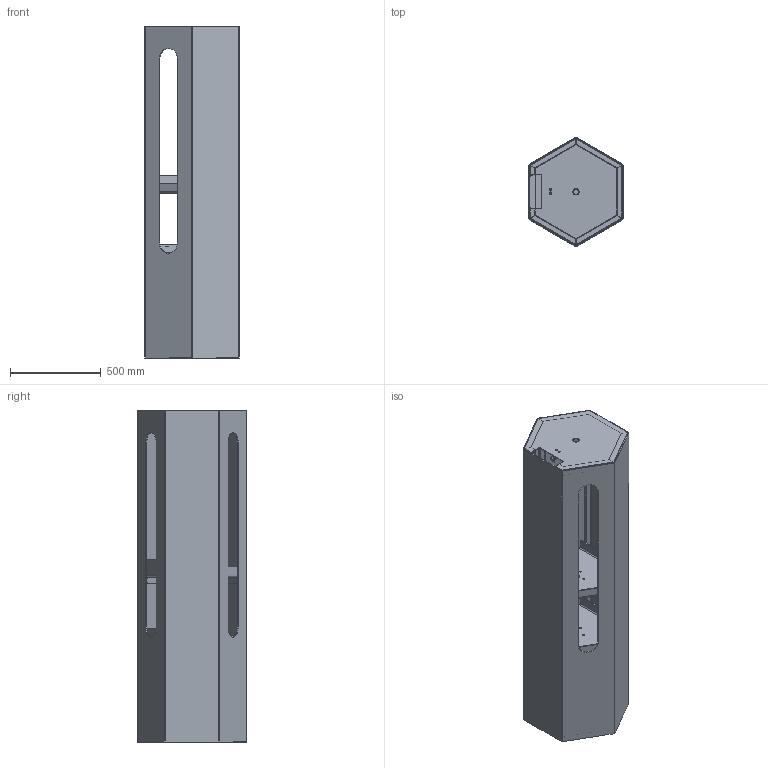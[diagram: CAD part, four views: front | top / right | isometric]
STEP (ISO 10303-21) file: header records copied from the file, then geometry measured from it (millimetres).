
FILE_DESCRIPTION(/* description */ (''),/* implementation_level */ '2;1');
FILE_NAME(/* name */ 'FUEL_TANK_ASM_1_ASM.stp',/* time_stamp */ '2017-01-08T12:16:17-05:00',/* author */ ('jeff1'),/* organization */ (''),/* preprocessor_version */ 'ST-DEVELOPER v16.5',/* originating_system */ 'Autodesk Inventor 2017',/* authorisation */ '');
FILE_SCHEMA (('AUTOMOTIVE_DESIGN { 1 0 10303 214 3 1 1 }'));
Length unit declared in the file: inch
Products named in the file (32): FUEL_TANK_ASM_1_ASM; PART_21_2; PRT0002_1; PART_9_2; PART_10_1; PART_11_2; PART_12_2; PART_13_2; PART_14_2; PART_15_1; PART_22_2; PART_23_2; PART_18_2; PART_17_2; PART_7_1; PART_20_2; PART_19_2; PRT0003_1; PRT0004_1; PART_25_2; PART_26_2; PART_16_1; PRT0005_1; PRT0006_1; PRT0007_1; PART_30_2; GE-17416_1; PRT0008_1; PART_31_1; PART_29_2; PART_28_2; PART_27_2
Assembly tree (31 placements, depth 2):
  FUEL_TANK_ASM_1_ASM
    PART_21_2
    PRT0002_1
    PART_9_2
    PART_10_1
    PART_11_2
    PART_12_2
    PART_13_2
    PART_14_2
    PART_15_1
    PART_22_2
    PART_23_2
    PART_18_2
    PART_17_2
    PART_7_1
    PART_20_2
    PART_19_2
    PRT0003_1
    PRT0004_1
    PART_25_2
    PART_26_2
    PART_16_1
    PRT0005_1
    PRT0006_1
    PRT0007_1
    PART_30_2
    GE-17416_1
    PRT0008_1
    PART_31_1
    PART_29_2
    PART_28_2
    PART_27_2
Bounding box: 523.03 x 600.28 x 1831.97 mm (x, y, z)
Volume: 27709588.1 mm3; surface area: 10878609.6 mm2
Topology: 31 solids, 37 shells, 429 faces, 1070 edges, 714 vertices
Faces by surface type: plane 367, cylinder 62
Full cylindrical faces by diameter (mm): 6.528 x6, 6.756 x2, 9.525 x8, 10.084 x12, 12.7 x2, 19.05 x2, 25.4 x1, 28.575 x1, 34.925 x1, 39.167 x1
Entity records: 13658 total; most frequent: CARTESIAN_POINT 2358, DIRECTION 2138, ORIENTED_EDGE 2052, EDGE_CURVE 1026, LINE 890, VECTOR 890, VERTEX_POINT 708, AXIS2_PLACEMENT_3D 624
